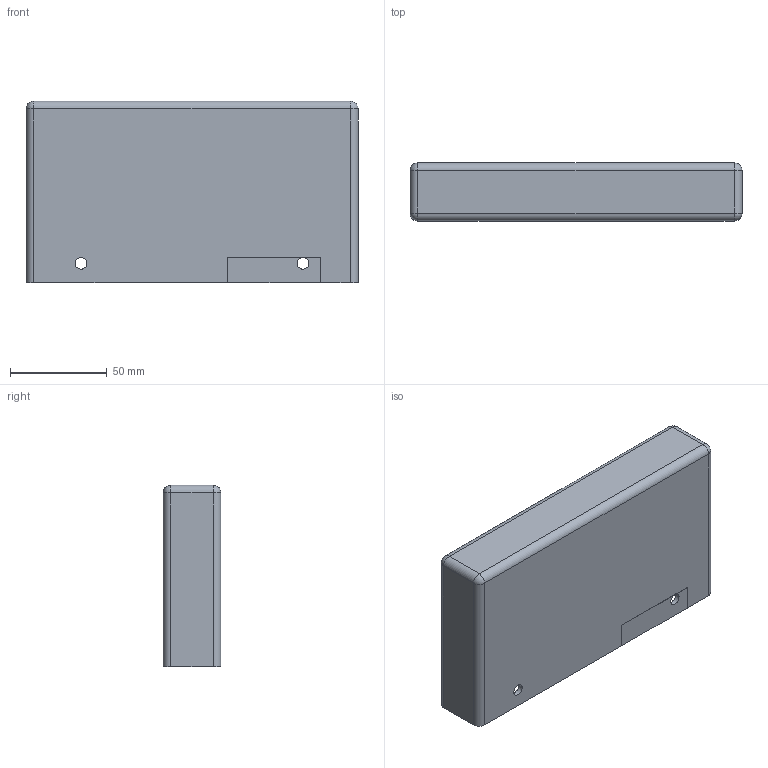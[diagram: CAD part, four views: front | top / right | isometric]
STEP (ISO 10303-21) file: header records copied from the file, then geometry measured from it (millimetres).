
FILE_DESCRIPTION(/* description */ (''),/* implementation_level */ '2;1');
FILE_NAME(/* name */ '41540.ipt.step',/* time_stamp */ '2022-07-20T08:05:48+02:00',/* author */ ('Abt. Technik'),/* organization */ (''),/* preprocessor_version */ 'ST-DEVELOPER v19.2',/* originating_system */ 'Autodesk Inventor 2023',/* authorisation */ '');
FILE_SCHEMA (('AUTOMOTIVE_DESIGN { 1 0 10303 214 3 1 1 }'));
Length unit declared in the file: millimetre
Products named in the file (1): 41540
Bounding box: 172 x 30.02 x 94.05 mm (x, y, z)
Volume: 103439.8 mm3; surface area: 83655.1 mm2
Topology: 1 solids, 1 shells, 66 faces, 174 edges, 106 vertices
Faces by surface type: plane 48, cylinder 14, sphere 4
Full cylindrical faces by diameter (mm): 4.2 x2, 6 x4
Entity records: 2043 total; most frequent: CARTESIAN_POINT 343, ORIENTED_EDGE 340, DIRECTION 334, EDGE_CURVE 170, LINE 140, VECTOR 140, VERTEX_POINT 106, AXIS2_PLACEMENT_3D 97
